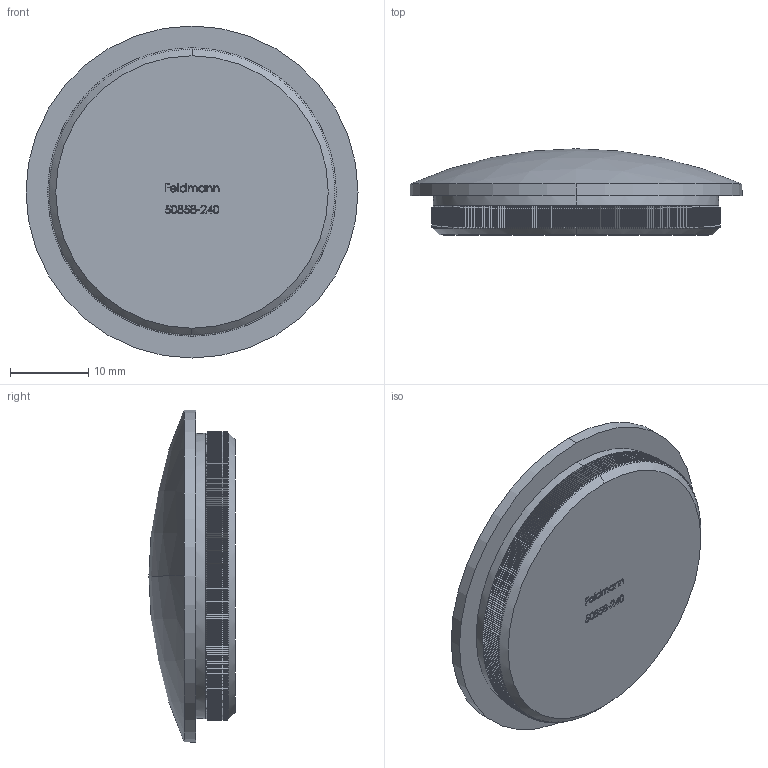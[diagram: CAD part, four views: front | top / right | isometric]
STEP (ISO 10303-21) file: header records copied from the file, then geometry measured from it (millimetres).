
FILE_DESCRIPTION (( 'STEP AP203' ), '1' );
FILE_NAME ('50858-240.step', '2018-12-03T10:28:55', ( '' ), ( '' ), 'SwSTEP 2.0', 'SolidWorks 2015', '' );
FILE_SCHEMA (( 'CONFIG_CONTROL_DESIGN' ));
Products named in the file (1): 50858-240
Bounding box: 42.4 x 11 x 42.4 mm (x, y, z)
Volume: 10547.1 mm3; surface area: 3887.3 mm2
Topology: 1 solids, 1 shells, 1888 faces, 4751 edges, 2893 vertices
Faces by surface type: plane 938, cylinder 414, cone 412, bspline 122, sphere 2
Entity records: 64086 total; most frequent: CARTESIAN_POINT 22223, ORIENTED_EDGE 9502, DIRECTION 7643, EDGE_CURVE 4751, AXIS2_PLACEMENT_3D 3009, VERTEX_POINT 2893, EDGE_LOOP 1916, FACE_OUTER_BOUND 1888
